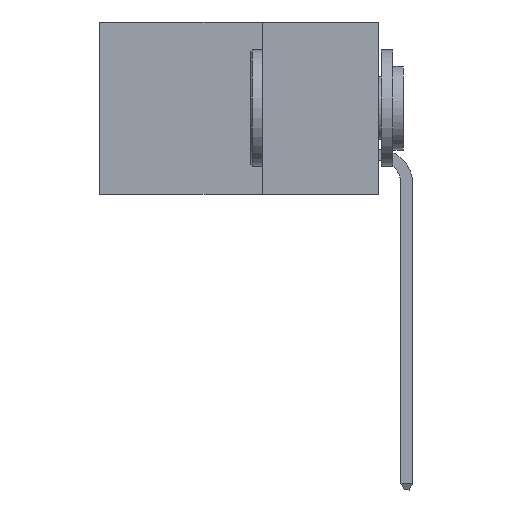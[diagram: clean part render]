
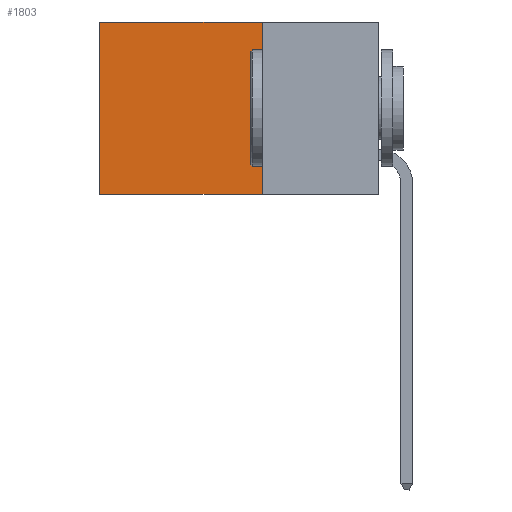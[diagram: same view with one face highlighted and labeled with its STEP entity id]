
A CAD part, left-side view. The second image highlights one B-rep face of the part: STEP entity #1803.
In plain terms, the highlighted planar face has unit normal (-1, 0, 0).
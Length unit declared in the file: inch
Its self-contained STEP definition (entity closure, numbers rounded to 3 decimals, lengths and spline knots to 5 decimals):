
#359 = ORIENTED_EDGE ( 'NONE', *, *, #618, .T. ) ;
#618 = EDGE_CURVE ( 'NONE', #1863, #19487, #18423, .T. ) ;
#930 = CARTESIAN_POINT ( 'NONE',  ( 0.298, 0.25, 0. ) ) ;
#1063 = LINE ( 'NONE', #930, #13608 ) ;
#1803 = ADVANCED_FACE ( 'NONE', ( #7008 ), #16072, .F. ) ;
#1863 = VERTEX_POINT ( 'NONE', #13714 ) ;
#2510 = CARTESIAN_POINT ( 'NONE',  ( 0.298, 0.25, 0. ) ) ;
#3379 = EDGE_LOOP ( 'NONE', ( #359, #7511, #22024, #4808 ) ) ;
#3558 = CARTESIAN_POINT ( 'NONE',  ( 0.298, 0.25, -0.37 ) ) ;
#4523 = DIRECTION ( 'NONE',  ( 0., 1., 0. ) ) ;
#4808 = ORIENTED_EDGE ( 'NONE', *, *, #7619, .T. ) ;
#5828 = DIRECTION ( 'NONE',  ( 0., 0., -1. ) ) ;
#6653 = VERTEX_POINT ( 'NONE', #20862 ) ;
#7008 = FACE_OUTER_BOUND ( 'NONE', #3379, .T. ) ;
#7511 = ORIENTED_EDGE ( 'NONE', *, *, #16193, .F. ) ;
#7619 = EDGE_CURVE ( 'NONE', #6653, #1863, #1063, .T. ) ;
#8167 = CARTESIAN_POINT ( 'NONE',  ( 0.298, 0.6, -0.37 ) ) ;
#9054 = VECTOR ( 'NONE', #5828, 39.37008 ) ;
#9837 = DIRECTION ( 'NONE',  ( 0., 1., 0. ) ) ;
#11465 = LINE ( 'NONE', #18673, #19151 ) ;
#11651 = CARTESIAN_POINT ( 'NONE',  ( 0.298, 0.25, 0. ) ) ;
#12129 = VERTEX_POINT ( 'NONE', #3558 ) ;
#13608 = VECTOR ( 'NONE', #9837, 39.37008 ) ;
#13714 = CARTESIAN_POINT ( 'NONE',  ( 0.298, 0.6, 0. ) ) ;
#16072 = PLANE ( 'NONE',  #22345 ) ;
#16164 = VECTOR ( 'NONE', #20167, 39.37008 ) ;
#16165 = DIRECTION ( 'NONE',  ( 0., 0., -1. ) ) ;
#16193 = EDGE_CURVE ( 'NONE', #12129, #19487, #11465, .T. ) ;
#16308 = DIRECTION ( 'NONE',  ( 1., 0., 0. ) ) ;
#18423 = LINE ( 'NONE', #20919, #9054 ) ;
#18673 = CARTESIAN_POINT ( 'NONE',  ( 0.298, 0.25, -0.37 ) ) ;
#19151 = VECTOR ( 'NONE', #4523, 39.37008 ) ;
#19487 = VERTEX_POINT ( 'NONE', #8167 ) ;
#20167 = DIRECTION ( 'NONE',  ( 0., 0., -1. ) ) ;
#20757 = LINE ( 'NONE', #2510, #16164 ) ;
#20862 = CARTESIAN_POINT ( 'NONE',  ( 0.298, 0.25, 0. ) ) ;
#20919 = CARTESIAN_POINT ( 'NONE',  ( 0.298, 0.6, 0. ) ) ;
#22024 = ORIENTED_EDGE ( 'NONE', *, *, #22270, .F. ) ;
#22270 = EDGE_CURVE ( 'NONE', #6653, #12129, #20757, .T. ) ;
#22345 = AXIS2_PLACEMENT_3D ( 'NONE', #11651, #16308, #16165 ) ;
